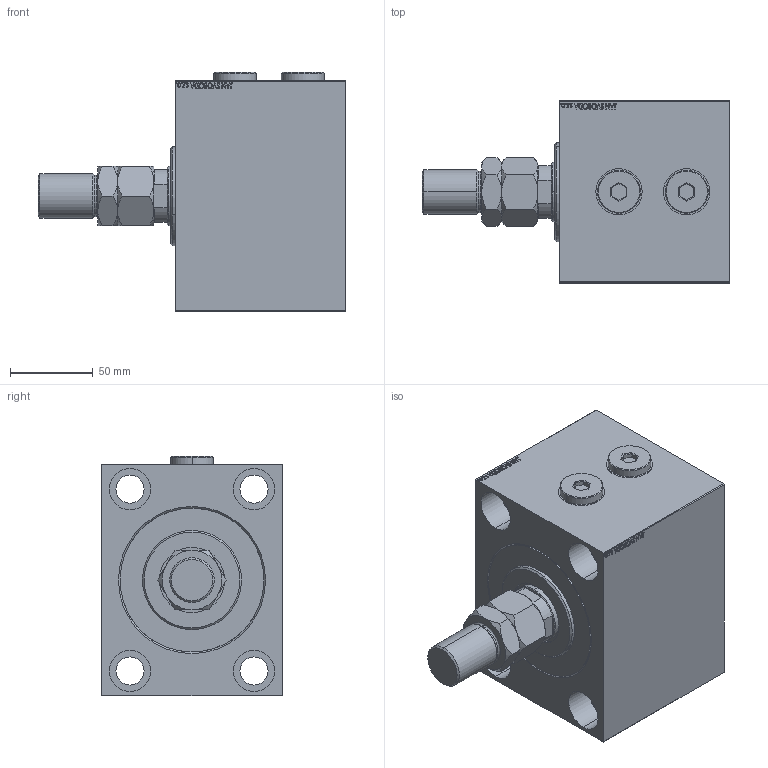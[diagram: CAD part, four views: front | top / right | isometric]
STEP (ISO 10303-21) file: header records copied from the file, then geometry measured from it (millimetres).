
FILE_DESCRIPTION (( 'STEP AP203' ), '1' );
FILE_NAME ('9c1a.STEP', '2025-11-18T09:09:51', ( '' ), ( '' ), 'SwSTEP 2.0', 'SolidWorks 2019', '' );
FILE_SCHEMA (( 'CONFIG_CONTROL_DESIGN' ));
Length unit declared in the file: millimetre
Products named in the file (6): V450CM_C_VCP b79659b5c887b8fc2f5195c318aa918b; Zatka_OIL_PORT b79659b5c887b8fc2f5195c318aa918b; MTA b79659b5c887b8fc2f5195c318aa918b; V450CM_C_Body b79659b5c887b8fc2f5195c318aa918b; V450CM_VC_B b79659b5c887b8fc2f5195c318aa918b; 9c1a
Assembly tree (6 placements, depth 2):
  9c1a
    V450CM_C_Body b79659b5c887b8fc2f5195c318aa918b
    V450CM_C_VCP b79659b5c887b8fc2f5195c318aa918b
    V450CM_VC_B b79659b5c887b8fc2f5195c318aa918b
    MTA b79659b5c887b8fc2f5195c318aa918b
    Zatka_OIL_PORT b79659b5c887b8fc2f5195c318aa918b  x2
Bounding box: 186 x 110 x 144.9 mm (x, y, z)
Volume: 1456864.5 mm3; surface area: 178677.9 mm2
Topology: 6 solids, 6 shells, 966 faces, 2426 edges, 1591 vertices
Faces by surface type: plane 458, bspline 380, cylinder 80, cone 46, torus 2
Entity records: 46784 total; most frequent: CARTESIAN_POINT 25919, ORIENTED_EDGE 4768, DIRECTION 2910, EDGE_CURVE 2384, VERTEX_POINT 1567, LINE 1370, VECTOR 1370, EDGE_LOOP 1083
